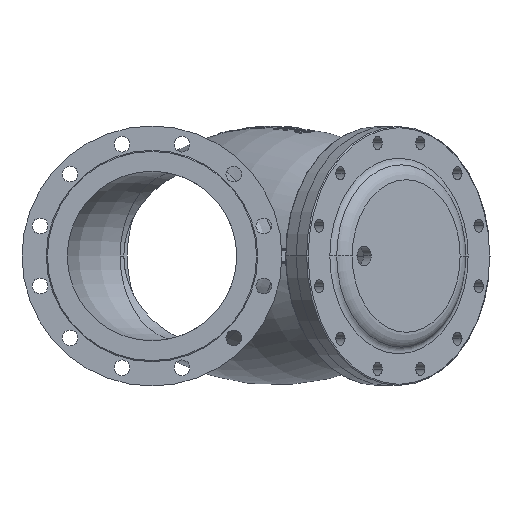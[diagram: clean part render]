
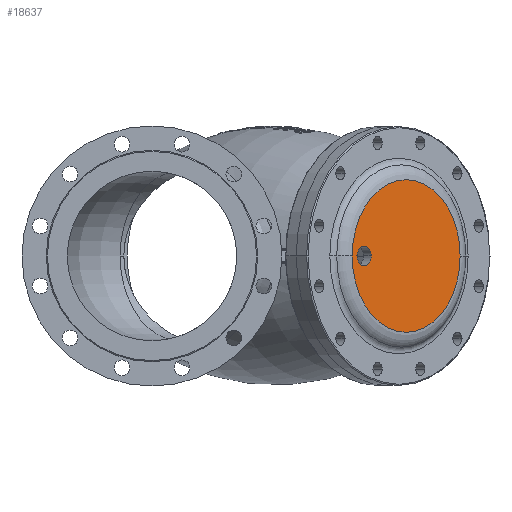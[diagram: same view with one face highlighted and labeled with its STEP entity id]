
A CAD part, left-side view. The second image highlights one B-rep face of the part: STEP entity #18637.
In plain terms, the highlighted face is planar.
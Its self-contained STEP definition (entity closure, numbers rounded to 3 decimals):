
#612 = EDGE_LOOP ( 'NONE', ( #12699, #19291 ) ) ;
#2122 = AXIS2_PLACEMENT_3D ( 'NONE', #16261, #23577, #7054 ) ;
#3687 = CARTESIAN_POINT ( 'NONE',  ( 105., 46., 0. ) ) ;
#4571 = CARTESIAN_POINT ( 'NONE',  ( -135., 46., 0. ) ) ;
#4664 = EDGE_LOOP ( 'NONE', ( #8372, #13814 ) ) ;
#6424 = FACE_OUTER_BOUND ( 'NONE', #612, .T. ) ;
#7040 = DIRECTION ( 'NONE',  ( 0., 1., 0. ) ) ;
#7054 = DIRECTION ( 'NONE',  ( 1., 0., 0. ) ) ;
#7134 = CARTESIAN_POINT ( 'NONE',  ( 122.5, 46., 0. ) ) ;
#7264 = CIRCLE ( 'NONE', #2122, 17.5 ) ;
#7325 = DIRECTION ( 'NONE',  ( 0., 1., 0. ) ) ;
#7523 = DIRECTION ( 'NONE',  ( 0., -1., 0. ) ) ;
#7979 = EDGE_CURVE ( 'NONE', #10317, #16822, #20622, .T. ) ;
#8372 = ORIENTED_EDGE ( 'NONE', *, *, #9184, .T. ) ;
#8689 = DIRECTION ( 'NONE',  ( -1., 0., 0. ) ) ;
#8904 = DIRECTION ( 'NONE',  ( -1., 0., 0. ) ) ;
#9184 = EDGE_CURVE ( 'NONE', #19253, #15414, #13603, .T. ) ;
#9235 = AXIS2_PLACEMENT_3D ( 'NONE', #20723, #7325, #13291 ) ;
#10317 = VERTEX_POINT ( 'NONE', #22464 ) ;
#11020 = EDGE_CURVE ( 'NONE', #16822, #10317, #11635, .T. ) ;
#11200 = EDGE_CURVE ( 'NONE', #15414, #19253, #7264, .T. ) ;
#11635 = CIRCLE ( 'NONE', #9235, 135. ) ;
#12699 = ORIENTED_EDGE ( 'NONE', *, *, #11020, .T. ) ;
#13291 = DIRECTION ( 'NONE',  ( -1., 0., 0. ) ) ;
#13516 = CARTESIAN_POINT ( 'NONE',  ( -135., 46., 0. ) ) ;
#13603 = CIRCLE ( 'NONE', #17967, 17.5 ) ;
#13814 = ORIENTED_EDGE ( 'NONE', *, *, #11200, .T. ) ;
#14776 = AXIS2_PLACEMENT_3D ( 'NONE', #21728, #21978, #8689 ) ;
#15120 = DIRECTION ( 'NONE',  ( 1., 0., 0. ) ) ;
#15208 = AXIS2_PLACEMENT_3D ( 'NONE', #4571, #7040, #8904 ) ;
#15414 = VERTEX_POINT ( 'NONE', #15534 ) ;
#15534 = CARTESIAN_POINT ( 'NONE',  ( 87.5, 46., 0. ) ) ;
#16261 = CARTESIAN_POINT ( 'NONE',  ( 105., 46., 0. ) ) ;
#16822 = VERTEX_POINT ( 'NONE', #13516 ) ;
#17967 = AXIS2_PLACEMENT_3D ( 'NONE', #3687, #7523, #15120 ) ;
#18637 = ADVANCED_FACE ( 'NONE', ( #23432, #6424 ), #21944, .T. ) ;
#19253 = VERTEX_POINT ( 'NONE', #7134 ) ;
#19291 = ORIENTED_EDGE ( 'NONE', *, *, #7979, .T. ) ;
#20622 = CIRCLE ( 'NONE', #14776, 135. ) ;
#20723 = CARTESIAN_POINT ( 'NONE',  ( 0., 46., 0. ) ) ;
#21728 = CARTESIAN_POINT ( 'NONE',  ( 0., 46., 0. ) ) ;
#21944 = PLANE ( 'NONE',  #15208 ) ;
#21978 = DIRECTION ( 'NONE',  ( 0., 1., 0. ) ) ;
#22464 = CARTESIAN_POINT ( 'NONE',  ( 135., 46., 0. ) ) ;
#23432 = FACE_BOUND ( 'NONE', #4664, .T. ) ;
#23577 = DIRECTION ( 'NONE',  ( 0., -1., 0. ) ) ;
